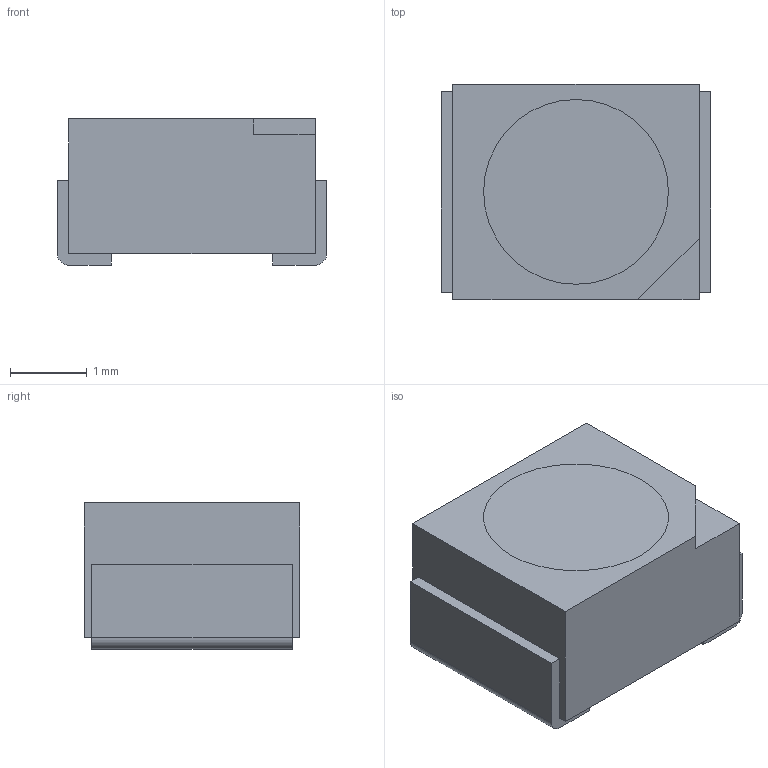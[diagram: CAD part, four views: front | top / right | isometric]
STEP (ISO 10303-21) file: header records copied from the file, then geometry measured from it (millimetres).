
FILE_DESCRIPTION(/* description */ (''),/* implementation_level */ '2;1');
FILE_NAME(/* name */ 'C440441.step',/* time_stamp */ '2022-04-03T01:33:57+02:00',/* author */ (''),/* organization */ (''),/* preprocessor_version */ 'ST-DEVELOPER v18.1',/* originating_system */ 'Autodesk Translation Framework v10.14.0.1471',/* authorisation */ '');
FILE_SCHEMA (('AUTOMOTIVE_DESIGN { 1 0 10303 214 3 1 1 }'));
Length unit declared in the file: millimetre
Products named in the file (1): LED
Bounding box: 3.5 x 2.8 x 1.9 mm (x, y, z)
Volume: 16.9 mm3; surface area: 68.7 mm2
Topology: 4 solids, 4 shells, 31 faces, 66 edges, 44 vertices
Faces by surface type: plane 27, cylinder 4
Full cylindrical faces by diameter (mm): 2.4 x2
Entity records: 880 total; most frequent: CARTESIAN_POINT 142, DIRECTION 138, ORIENTED_EDGE 132, EDGE_CURVE 66, LINE 58, VECTOR 58, VERTEX_POINT 44, AXIS2_PLACEMENT_3D 40
